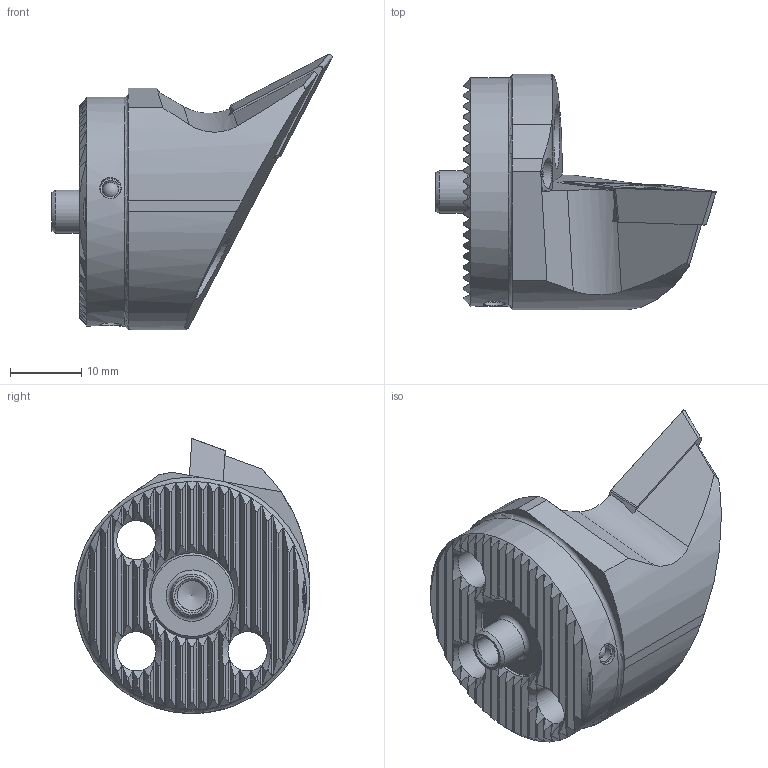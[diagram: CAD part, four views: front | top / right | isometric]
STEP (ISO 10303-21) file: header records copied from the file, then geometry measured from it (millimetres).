
FILE_DESCRIPTION (( 'STEP AP214' ), '1' );
FILE_NAME ('WK2.BVB.LPB.035.STEP', '2023-08-22T14:26:53', ( '' ), ( '' ), 'SwSTEP 2.0', 'SolidWorks 2017', '' );
FILE_SCHEMA (( 'AUTOMOTIVE_DESIGN' ));
Length unit declared in the file: millimetre
Products named in the file (6): WKX-ER1.004.005_A_PreviewCfg; VCMT160404; KVT_MB_600_030; WK2-BVB.LPB.035_A; WK2-ER1.001.012_A_Fertigbearbeitung; WK2.BVB.LPB.035
Assembly tree (7 placements, depth 2):
  WK2.BVB.LPB.035
    WK2-BVB.LPB.035_A
    WKX-ER1.004.005_A_PreviewCfg  x2
    WK2-ER1.001.012_A_Fertigbearbeitung
    KVT_MB_600_030  x2
    VCMT160404
Bounding box: 39.2 x 33 x 38.5 mm (x, y, z)
Volume: 12339 mm3; surface area: 7489.9 mm2
Topology: 9 solids, 9 shells, 357 faces, 962 edges, 616 vertices
Faces by surface type: plane 193, cylinder 83, cone 58, bspline 16, torus 5, sphere 2
Full cylindrical faces by diameter (mm): 1.7 x2, 2.378 x2, 2.5 x4, 3 x6, 3.3 x3, 4 x2, 4.2 x4, 4.4 x1, 5.5 x3, 6 x1, 6.1 x1, 9 x3, 12 x2, 32 x1
Entity records: 12377 total; most frequent: CARTESIAN_POINT 4395, ORIENTED_EDGE 1612, DIRECTION 1288, EDGE_CURVE 806, VERTEX_POINT 558, AXIS2_PLACEMENT_3D 503, EDGE_LOOP 414, FACE_OUTER_BOUND 361
